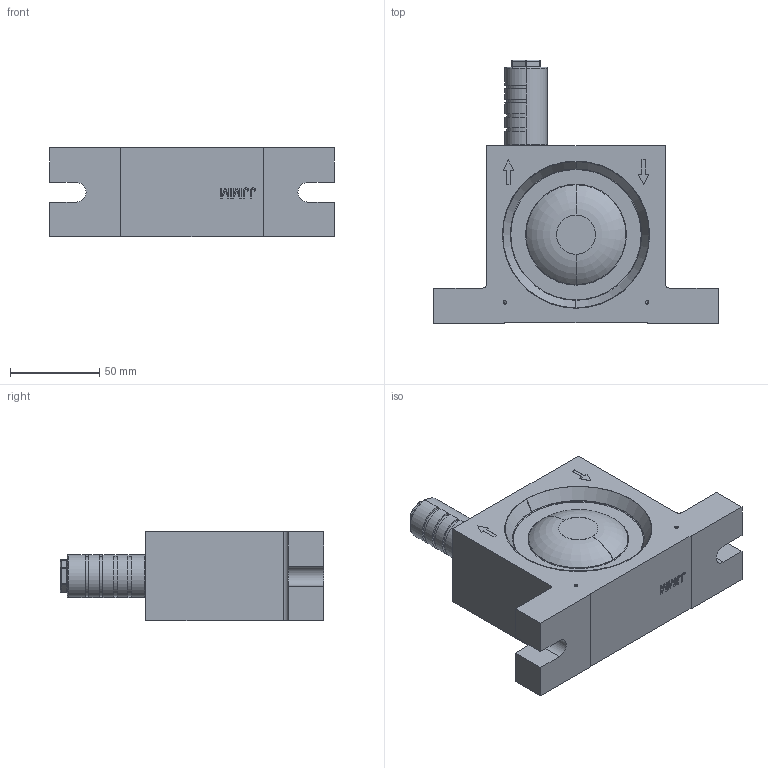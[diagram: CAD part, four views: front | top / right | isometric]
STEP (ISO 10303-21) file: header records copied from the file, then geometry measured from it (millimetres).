
FILE_DESCRIPTION (( 'STEP AP214' ), '1' );
FILE_NAME ('NCB 70 Kugelvibrator #01870000.STEP', '2022-07-11T10:14:34', ( '' ), ( '' ), 'SwSTEP 2.0', 'SolidWorks 2015', '' );
FILE_SCHEMA (( 'AUTOMOTIVE_DESIGN' ));
Length unit declared in the file: millimetre
Products named in the file (1): NCB 70 Kugelvibrator #01870000
Bounding box: 160 x 148 x 50.25 mm (x, y, z)
Volume: 516520.7 mm3; surface area: 71520.2 mm2
Topology: 3 solids, 3 shells, 218 faces, 523 edges, 315 vertices
Faces by surface type: plane 106, cylinder 47, torus 23, cone 22, bspline 12, sphere 8
Entity records: 6983 total; most frequent: CARTESIAN_POINT 1793, DIRECTION 1059, ORIENTED_EDGE 1022, EDGE_CURVE 511, AXIS2_PLACEMENT_3D 365, VECTOR 329, LINE 329, VERTEX_POINT 315
